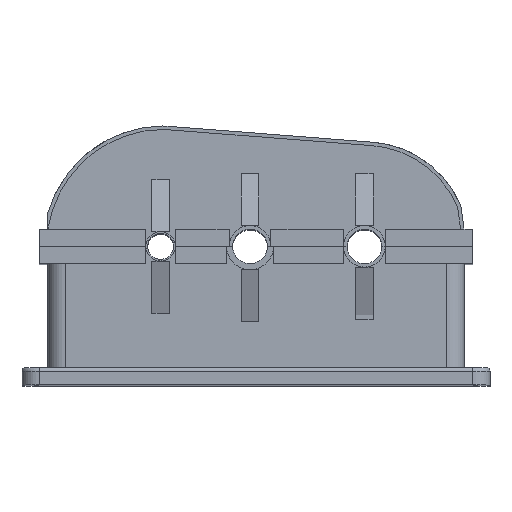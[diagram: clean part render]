
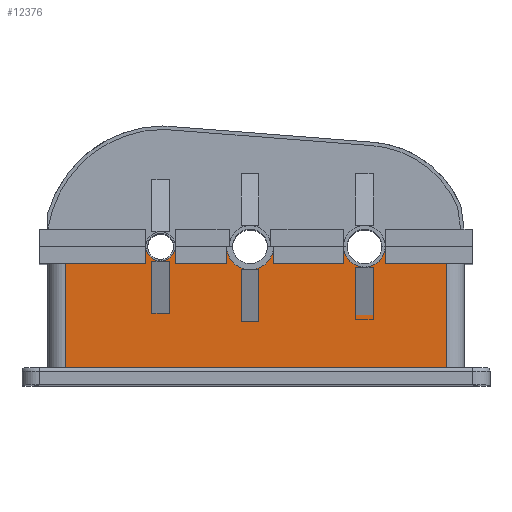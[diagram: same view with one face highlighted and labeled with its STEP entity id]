
A CAD part, top view. The second image highlights one B-rep face of the part: STEP entity #12376.
In plain terms, the highlighted planar face has unit normal (0, 0, 1).
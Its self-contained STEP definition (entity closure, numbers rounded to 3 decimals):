
#310 = CARTESIAN_POINT ( 'NONE',  ( 120., 70., 160. ) ) ;
#454 = CARTESIAN_POINT ( 'NONE',  ( -55.049, 70., 160. ) ) ;
#507 = CARTESIAN_POINT ( 'NONE',  ( -120., 0., 160. ) ) ;
#508 = EDGE_CURVE ( 'NONE', #2014, #2661, #5629, .T. ) ;
#558 = ORIENTED_EDGE ( 'NONE', *, *, #9749, .T. ) ;
#721 = VERTEX_POINT ( 'NONE', #5863 ) ;
#1223 = AXIS2_PLACEMENT_3D ( 'NONE', #454, #1745, #11426 ) ;
#1437 = CARTESIAN_POINT ( 'NONE',  ( 62.551, 70., 160. ) ) ;
#1644 = CARTESIAN_POINT ( 'NONE',  ( 50.551, 70., 160. ) ) ;
#1727 = CARTESIAN_POINT ( 'NONE',  ( -120., 10., 160. ) ) ;
#1742 = CIRCLE ( 'NONE', #1223, 8.5 ) ;
#1745 = DIRECTION ( 'NONE',  ( 0., 0., -1. ) ) ;
#1812 = PLANE ( 'NONE',  #5227 ) ;
#2014 = VERTEX_POINT ( 'NONE', #12154 ) ;
#2160 = CIRCLE ( 'NONE', #15220, 13.5 ) ;
#2206 = CARTESIAN_POINT ( 'NONE',  ( -110., 10., 160. ) ) ;
#2652 = CARTESIAN_POINT ( 'NONE',  ( 110., 10., 160. ) ) ;
#2661 = VERTEX_POINT ( 'NONE', #4471 ) ;
#2714 = VECTOR ( 'NONE', #13289, 1000. ) ;
#2748 = VECTOR ( 'NONE', #8968, 1000. ) ;
#2873 = VERTEX_POINT ( 'NONE', #4786 ) ;
#3008 = DIRECTION ( 'NONE',  ( 1., 0., 0. ) ) ;
#3095 = ORIENTED_EDGE ( 'NONE', *, *, #15743, .T. ) ;
#3352 = CARTESIAN_POINT ( 'NONE',  ( 110., 70., 160. ) ) ;
#3675 = DIRECTION ( 'NONE',  ( 0., 0., -1. ) ) ;
#3741 = DIRECTION ( 'NONE',  ( -1., 0., 0. ) ) ;
#3990 = DIRECTION ( 'NONE',  ( -1., 0., 0. ) ) ;
#4175 = ORIENTED_EDGE ( 'NONE', *, *, #8392, .T. ) ;
#4192 = DIRECTION ( 'NONE',  ( -1., 0., 0. ) ) ;
#4275 = ORIENTED_EDGE ( 'NONE', *, *, #13890, .T. ) ;
#4471 = CARTESIAN_POINT ( 'NONE',  ( -63.549, 70., 160. ) ) ;
#4492 = VERTEX_POINT ( 'NONE', #11552 ) ;
#4576 = ORIENTED_EDGE ( 'NONE', *, *, #6424, .F. ) ;
#4786 = CARTESIAN_POINT ( 'NONE',  ( -16.949, 70., 160. ) ) ;
#4824 = LINE ( 'NONE', #2206, #10363 ) ;
#4854 = EDGE_CURVE ( 'NONE', #4492, #2873, #2160, .T. ) ;
#5200 = VERTEX_POINT ( 'NONE', #12465 ) ;
#5227 = AXIS2_PLACEMENT_3D ( 'NONE', #1727, #6600, #4192 ) ;
#5629 = LINE ( 'NONE', #13996, #15402 ) ;
#5863 = CARTESIAN_POINT ( 'NONE',  ( -110., 0., 160. ) ) ;
#6424 = EDGE_CURVE ( 'NONE', #4492, #6555, #13227, .T. ) ;
#6442 = CARTESIAN_POINT ( 'NONE',  ( -3.449, 70., 160. ) ) ;
#6555 = VERTEX_POINT ( 'NONE', #1644 ) ;
#6579 = LINE ( 'NONE', #507, #7586 ) ;
#6600 = DIRECTION ( 'NONE',  ( 0., 0., -1. ) ) ;
#7173 = LINE ( 'NONE', #8290, #2714 ) ;
#7562 = ORIENTED_EDGE ( 'NONE', *, *, #12841, .F. ) ;
#7586 = VECTOR ( 'NONE', #13985, 1000. ) ;
#7754 = VECTOR ( 'NONE', #8973, 1000. ) ;
#8290 = CARTESIAN_POINT ( 'NONE',  ( 120., 70., 160. ) ) ;
#8313 = DIRECTION ( 'NONE',  ( 1., 0., 0. ) ) ;
#8392 = EDGE_CURVE ( 'NONE', #721, #11372, #6579, .T. ) ;
#8848 = CARTESIAN_POINT ( 'NONE',  ( 74.551, 70., 160. ) ) ;
#8864 = DIRECTION ( 'NONE',  ( 0., 0., -1. ) ) ;
#8968 = DIRECTION ( 'NONE',  ( 1., 0., 0. ) ) ;
#8973 = DIRECTION ( 'NONE',  ( 0., 1., 0. ) ) ;
#9386 = CARTESIAN_POINT ( 'NONE',  ( 110., 0., 160. ) ) ;
#9580 = ORIENTED_EDGE ( 'NONE', *, *, #4854, .T. ) ;
#9749 = EDGE_CURVE ( 'NONE', #11372, #9902, #13645, .T. ) ;
#9877 = VECTOR ( 'NONE', #8313, 1000. ) ;
#9902 = VERTEX_POINT ( 'NONE', #3352 ) ;
#10360 = AXIS2_PLACEMENT_3D ( 'NONE', #1437, #3675, #3990 ) ;
#10363 = VECTOR ( 'NONE', #14477, 1000. ) ;
#10845 = ORIENTED_EDGE ( 'NONE', *, *, #508, .F. ) ;
#11121 = LINE ( 'NONE', #310, #2748 ) ;
#11372 = VERTEX_POINT ( 'NONE', #9386 ) ;
#11426 = DIRECTION ( 'NONE',  ( -1., 0., 0. ) ) ;
#11498 = FACE_OUTER_BOUND ( 'NONE', #14829, .T. ) ;
#11552 = CARTESIAN_POINT ( 'NONE',  ( 10.051, 70., 160. ) ) ;
#11839 = CARTESIAN_POINT ( 'NONE',  ( 120., 70., 160. ) ) ;
#12154 = CARTESIAN_POINT ( 'NONE',  ( -110., 70., 160. ) ) ;
#12319 = ORIENTED_EDGE ( 'NONE', *, *, #15162, .F. ) ;
#12376 = ADVANCED_FACE ( 'NONE', ( #11498 ), #1812, .F. ) ;
#12465 = CARTESIAN_POINT ( 'NONE',  ( -46.549, 70., 160. ) ) ;
#12473 = EDGE_CURVE ( 'NONE', #2014, #721, #4824, .T. ) ;
#12841 = EDGE_CURVE ( 'NONE', #5200, #2873, #7173, .T. ) ;
#12984 = VERTEX_POINT ( 'NONE', #8848 ) ;
#13227 = LINE ( 'NONE', #11839, #9877 ) ;
#13289 = DIRECTION ( 'NONE',  ( 1., 0., 0. ) ) ;
#13645 = LINE ( 'NONE', #2652, #7754 ) ;
#13890 = EDGE_CURVE ( 'NONE', #12984, #6555, #14745, .T. ) ;
#13985 = DIRECTION ( 'NONE',  ( 1., 0., 0. ) ) ;
#13996 = CARTESIAN_POINT ( 'NONE',  ( 120., 70., 160. ) ) ;
#14477 = DIRECTION ( 'NONE',  ( 0., -1., 0. ) ) ;
#14745 = CIRCLE ( 'NONE', #10360, 12. ) ;
#14829 = EDGE_LOOP ( 'NONE', ( #7562, #3095, #10845, #15353, #4175, #558, #12319, #4275, #4576, #9580 ) ) ;
#15162 = EDGE_CURVE ( 'NONE', #12984, #9902, #11121, .T. ) ;
#15220 = AXIS2_PLACEMENT_3D ( 'NONE', #6442, #8864, #3741 ) ;
#15353 = ORIENTED_EDGE ( 'NONE', *, *, #12473, .T. ) ;
#15402 = VECTOR ( 'NONE', #3008, 1000. ) ;
#15743 = EDGE_CURVE ( 'NONE', #5200, #2661, #1742, .T. ) ;
